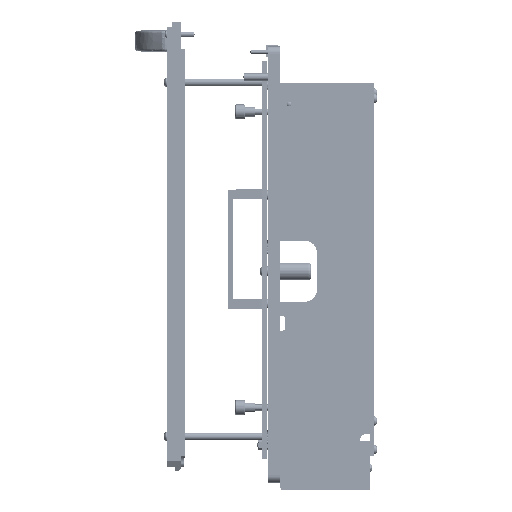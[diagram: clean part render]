
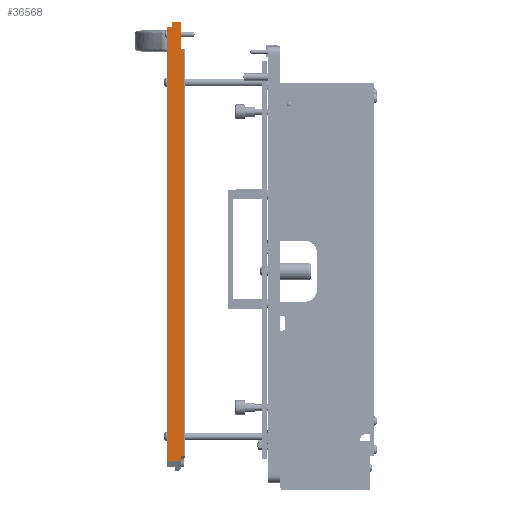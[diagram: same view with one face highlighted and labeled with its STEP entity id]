
A CAD part, left-side view. The second image highlights one B-rep face of the part: STEP entity #36568.
In plain terms, the highlighted face is planar.
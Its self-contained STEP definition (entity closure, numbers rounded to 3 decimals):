
#106 = CARTESIAN_POINT ( 'NONE',  ( 253., -4.3, 171.55 ) ) ;
#937 = CARTESIAN_POINT ( 'NONE',  ( 253., -6.5, 183.55 ) ) ;
#1129 = EDGE_CURVE ( 'NONE', #26047, #36424, #45041, .T. ) ;
#1293 = VECTOR ( 'NONE', #8785, 1000. ) ;
#1311 = ORIENTED_EDGE ( 'NONE', *, *, #53381, .F. ) ;
#1349 = VECTOR ( 'NONE', #25104, 1000. ) ;
#3264 = EDGE_CURVE ( 'NONE', #41287, #39810, #8509, .T. ) ;
#3617 = DIRECTION ( 'NONE',  ( 0., -1., 0. ) ) ;
#4559 = EDGE_CURVE ( 'NONE', #45761, #19671, #18036, .T. ) ;
#4854 = VERTEX_POINT ( 'NONE', #106 ) ;
#5287 = VECTOR ( 'NONE', #19707, 1000. ) ;
#5585 = EDGE_CURVE ( 'NONE', #39810, #8870, #44975, .T. ) ;
#5714 = AXIS2_PLACEMENT_3D ( 'NONE', #24166, #10012, #38555 ) ;
#6314 = VECTOR ( 'NONE', #34576, 1000. ) ;
#6619 = ORIENTED_EDGE ( 'NONE', *, *, #43340, .T. ) ;
#7320 = DIRECTION ( 'NONE',  ( 0., -1., 0. ) ) ;
#8357 = CARTESIAN_POINT ( 'NONE',  ( 253., -4.3, -161.55 ) ) ;
#8509 = LINE ( 'NONE', #55104, #46342 ) ;
#8785 = DIRECTION ( 'NONE',  ( 0., 0., -1. ) ) ;
#8870 = VERTEX_POINT ( 'NONE', #17690 ) ;
#10012 = DIRECTION ( 'NONE',  ( -1., 0., 0. ) ) ;
#13428 = CARTESIAN_POINT ( 'NONE',  ( 253., 7.5, 175.55 ) ) ;
#15993 = ORIENTED_EDGE ( 'NONE', *, *, #19596, .T. ) ;
#17690 = CARTESIAN_POINT ( 'NONE',  ( 253., -6.5, -161.55 ) ) ;
#17952 = CARTESIAN_POINT ( 'NONE',  ( 253., -4.3, 175.55 ) ) ;
#18036 = LINE ( 'NONE', #13428, #26972 ) ;
#19596 = EDGE_CURVE ( 'NONE', #41287, #20118, #21066, .T. ) ;
#19671 = VERTEX_POINT ( 'NONE', #17952 ) ;
#19707 = DIRECTION ( 'NONE',  ( 0., 0., 1. ) ) ;
#19930 = VECTOR ( 'NONE', #28723, 1000. ) ;
#20118 = VERTEX_POINT ( 'NONE', #31948 ) ;
#21066 = LINE ( 'NONE', #52914, #6314 ) ;
#21161 = EDGE_CURVE ( 'NONE', #4854, #19671, #47973, .T. ) ;
#21470 = EDGE_CURVE ( 'NONE', #8870, #25556, #47902, .T. ) ;
#22020 = CARTESIAN_POINT ( 'NONE',  ( 253., 7.5, 183.55 ) ) ;
#22585 = VECTOR ( 'NONE', #3617, 1000. ) ;
#23850 = LINE ( 'NONE', #37622, #1293 ) ;
#24166 = CARTESIAN_POINT ( 'NONE',  ( 253., 7.5, 183.55 ) ) ;
#24977 = LINE ( 'NONE', #30787, #38961 ) ;
#25104 = DIRECTION ( 'NONE',  ( 0., -1., 0. ) ) ;
#25556 = VERTEX_POINT ( 'NONE', #37212 ) ;
#26047 = VERTEX_POINT ( 'NONE', #58304 ) ;
#26251 = ORIENTED_EDGE ( 'NONE', *, *, #4559, .T. ) ;
#26972 = VECTOR ( 'NONE', #7320, 1000. ) ;
#27004 = CARTESIAN_POINT ( 'NONE',  ( 253., 7.5, -179.55 ) ) ;
#28723 = DIRECTION ( 'NONE',  ( 0., 0., 1. ) ) ;
#29841 = ORIENTED_EDGE ( 'NONE', *, *, #53295, .T. ) ;
#30787 = CARTESIAN_POINT ( 'NONE',  ( 253., -4.3, 171.55 ) ) ;
#30929 = EDGE_LOOP ( 'NONE', ( #34798, #51254, #33133, #15993, #1311, #36239, #29841, #26251, #53582, #6619 ) ) ;
#31948 = CARTESIAN_POINT ( 'NONE',  ( 253., 3.2, -183.55 ) ) ;
#33133 = ORIENTED_EDGE ( 'NONE', *, *, #3264, .F. ) ;
#34576 = DIRECTION ( 'NONE',  ( 0., 1., 0. ) ) ;
#34798 = ORIENTED_EDGE ( 'NONE', *, *, #21470, .F. ) ;
#36239 = ORIENTED_EDGE ( 'NONE', *, *, #1129, .F. ) ;
#36424 = VERTEX_POINT ( 'NONE', #40727 ) ;
#36568 = ADVANCED_FACE ( 'NONE', ( #42817 ), #52004, .F. ) ;
#37212 = CARTESIAN_POINT ( 'NONE',  ( 253., -6.5, 171.55 ) ) ;
#37622 = CARTESIAN_POINT ( 'NONE',  ( 253., 3.2, -183.55 ) ) ;
#38555 = DIRECTION ( 'NONE',  ( 0., 0., 1. ) ) ;
#38789 = CARTESIAN_POINT ( 'NONE',  ( 253., -4.3, 183.55 ) ) ;
#38915 = CARTESIAN_POINT ( 'NONE',  ( 253., 7.5, 175.55 ) ) ;
#38961 = VECTOR ( 'NONE', #45755, 1000. ) ;
#39810 = VERTEX_POINT ( 'NONE', #8357 ) ;
#40727 = CARTESIAN_POINT ( 'NONE',  ( 253., 3.2, -179.55 ) ) ;
#41287 = VERTEX_POINT ( 'NONE', #57370 ) ;
#42817 = FACE_OUTER_BOUND ( 'NONE', #30929, .T. ) ;
#43340 = EDGE_CURVE ( 'NONE', #4854, #25556, #24977, .T. ) ;
#43778 = CARTESIAN_POINT ( 'NONE',  ( 253., -7.5, -161.55 ) ) ;
#44975 = LINE ( 'NONE', #43778, #1349 ) ;
#45041 = LINE ( 'NONE', #27004, #22585 ) ;
#45755 = DIRECTION ( 'NONE',  ( 0., -1., 0. ) ) ;
#45761 = VERTEX_POINT ( 'NONE', #38915 ) ;
#45932 = DIRECTION ( 'NONE',  ( 0., 0., 1. ) ) ;
#46342 = VECTOR ( 'NONE', #45932, 1000. ) ;
#47902 = LINE ( 'NONE', #937, #5287 ) ;
#47973 = LINE ( 'NONE', #38789, #19930 ) ;
#51254 = ORIENTED_EDGE ( 'NONE', *, *, #5585, .F. ) ;
#52004 = PLANE ( 'NONE',  #5714 ) ;
#52914 = CARTESIAN_POINT ( 'NONE',  ( 253., -7.5, -183.55 ) ) ;
#53295 = EDGE_CURVE ( 'NONE', #26047, #45761, #59074, .T. ) ;
#53381 = EDGE_CURVE ( 'NONE', #36424, #20118, #23850, .T. ) ;
#53582 = ORIENTED_EDGE ( 'NONE', *, *, #21161, .F. ) ;
#55104 = CARTESIAN_POINT ( 'NONE',  ( 253., -4.3, -183.55 ) ) ;
#55198 = VECTOR ( 'NONE', #59376, 1000. ) ;
#57370 = CARTESIAN_POINT ( 'NONE',  ( 253., -4.3, -183.55 ) ) ;
#58304 = CARTESIAN_POINT ( 'NONE',  ( 253., 7.5, -179.55 ) ) ;
#59074 = LINE ( 'NONE', #22020, #55198 ) ;
#59376 = DIRECTION ( 'NONE',  ( 0., 0., 1. ) ) ;
